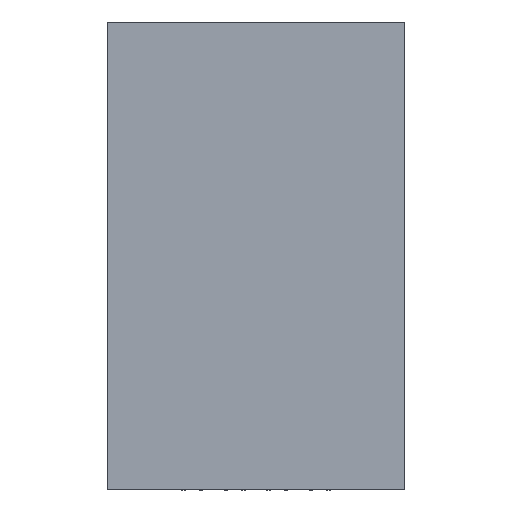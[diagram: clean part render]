
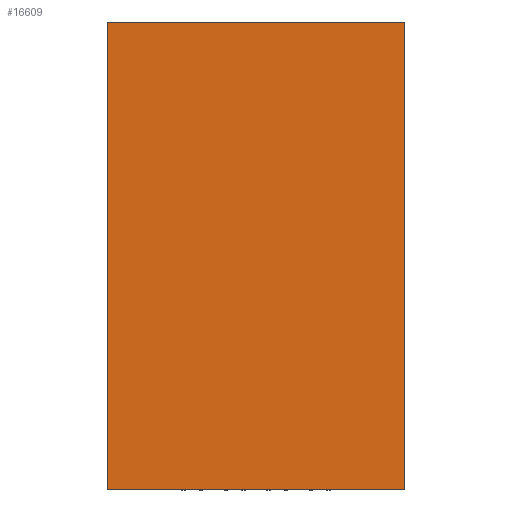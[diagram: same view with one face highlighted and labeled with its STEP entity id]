
A CAD part, top view. The second image highlights one B-rep face of the part: STEP entity #16609.
In plain terms, the highlighted face is planar.
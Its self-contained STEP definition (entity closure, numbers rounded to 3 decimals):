
#14261=DIRECTION('',(1.,0.,0.));
#14262=VECTOR('',#14261,3.5);
#14263=CARTESIAN_POINT('',(-1.75,0.975,2.75));
#14264=LINE('',#14263,#14262);
#14268=DIRECTION('',(0.,0.,1.));
#14269=VECTOR('',#14268,5.5);
#14270=CARTESIAN_POINT('',(-1.75,0.975,-2.75));
#14271=LINE('',#14270,#14269);
#14275=DIRECTION('',(-1.,0.,0.));
#14276=VECTOR('',#14275,3.5);
#14277=CARTESIAN_POINT('',(1.75,0.975,-2.75));
#14278=LINE('',#14277,#14276);
#14282=DIRECTION('',(0.,0.,-1.));
#14283=VECTOR('',#14282,5.5);
#14284=CARTESIAN_POINT('',(1.75,0.975,2.75));
#14285=LINE('',#14284,#14283);
#15259=CARTESIAN_POINT('',(-1.75,0.975,2.75));
#15260=CARTESIAN_POINT('',(1.75,0.975,2.75));
#15261=VERTEX_POINT('',#15259);
#15262=VERTEX_POINT('',#15260);
#15263=CARTESIAN_POINT('',(1.75,0.975,-2.75));
#15264=VERTEX_POINT('',#15263);
#15265=CARTESIAN_POINT('',(-1.75,0.975,-2.75));
#15266=VERTEX_POINT('',#15265);
#16596=CARTESIAN_POINT('',(0.,0.975,0.));
#16597=DIRECTION('',(0.,1.,0.));
#16598=DIRECTION('',(1.,0.,0.));
#16599=AXIS2_PLACEMENT_3D('',#16596,#16597,#16598);
#16600=PLANE('',#16599);
#16601=ORIENTED_EDGE('',*,*,#16517,.F.);
#16602=ORIENTED_EDGE('',*,*,#16119,.F.);
#16604=ORIENTED_EDGE('',*,*,#16603,.F.);
#16606=ORIENTED_EDGE('',*,*,#16605,.F.);
#16607=EDGE_LOOP('',(#16601,#16602,#16604,#16606));
#16608=FACE_OUTER_BOUND('',#16607,.F.);
#16609=ADVANCED_FACE('',(#16608),#16600,.T.);
#16119=EDGE_CURVE('',#15266,#15261,#14271,.T.);
#16517=EDGE_CURVE('',#15261,#15262,#14264,.T.);
#16603=EDGE_CURVE('',#15264,#15266,#14278,.T.);
#16605=EDGE_CURVE('',#15262,#15264,#14285,.T.);
